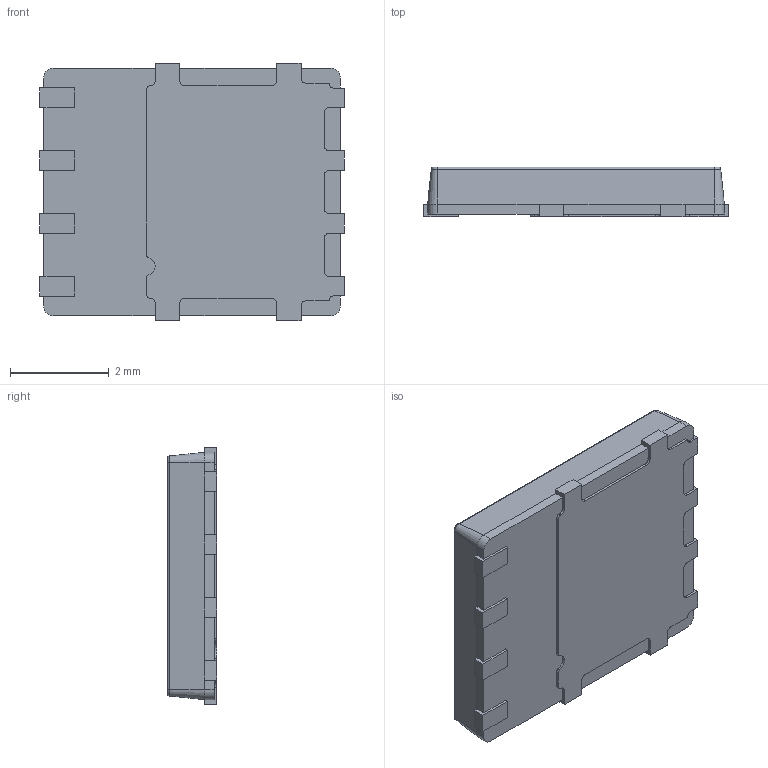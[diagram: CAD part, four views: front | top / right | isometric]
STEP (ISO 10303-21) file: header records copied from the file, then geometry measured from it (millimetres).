
FILE_DESCRIPTION (( 'STEP AP214' ), '1' );
FILE_NAME ('STL42P6LLF6.STEP', '2021-01-18T00:40:26', ( '' ), ( '' ), 'SwSTEP 2.0', 'SolidWorks 2017', '' );
FILE_SCHEMA (( 'AUTOMOTIVE_DESIGN' ));
Length unit declared in the file: millimetre
Products named in the file (1): STL42P6LLF6
Bounding box: 6.15 x 1 x 5.2 mm (x, y, z)
Volume: 28.8 mm3; surface area: 129.2 mm2
Topology: 7 solids, 7 shells, 203 faces, 524 edges, 336 vertices
Faces by surface type: plane 141, cylinder 54, cone 4, torus 4
Entity records: 6202 total; most frequent: CARTESIAN_POINT 1064, ORIENTED_EDGE 1048, DIRECTION 1048, EDGE_CURVE 524, VECTOR 408, LINE 408, VERTEX_POINT 336, AXIS2_PLACEMENT_3D 320
